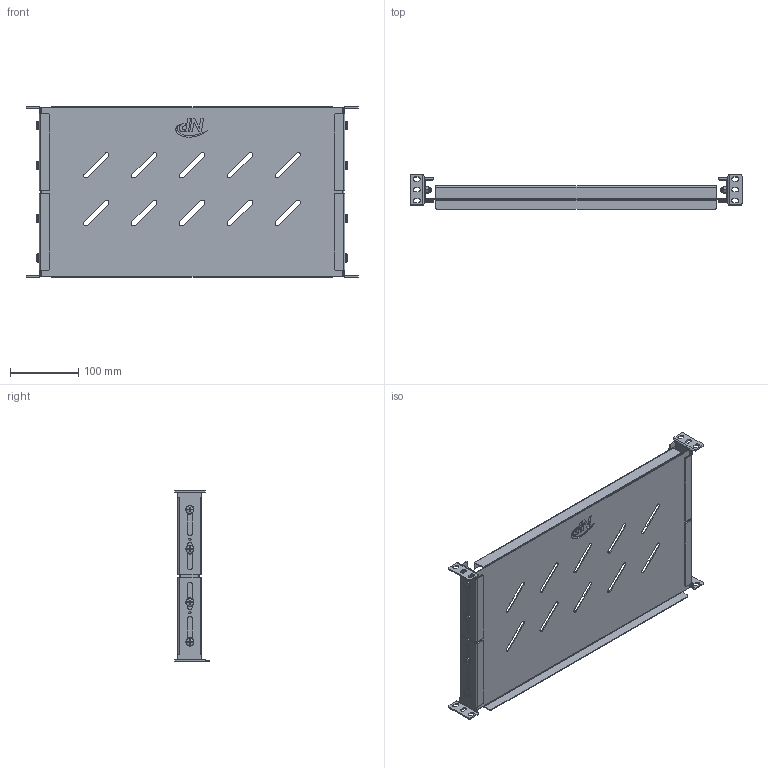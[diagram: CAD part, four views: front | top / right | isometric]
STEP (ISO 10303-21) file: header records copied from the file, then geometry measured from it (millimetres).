
FILE_DESCRIPTION((''),'2;1');
FILE_NAME('AS_ASM','2021-08-01T',('Administrator'),(''),'PRO/ENGINEER BY PARAMETRIC TECHNOLOGY CORPORATION, 2010100','PRO/ENGINEER BY PARAMETRIC TECHNOLOGY CORPORATION, 2010100','');
FILE_SCHEMA(('CONFIG_CONTROL_DESIGN'));
Length unit declared in the file: millimetre
Products named in the file (7): 443X650TB_3; EJ_2; M6_16_1; DIAN_1; M6LSM6KK_ASM_1_ASM; 443X650TB_ASM_3_ASM; AS_ASM
Assembly tree (16 placements, depth 4):
  AS_ASM
    443X650TB_ASM_3_ASM
      443X650TB_3
      EJ_2  x4
      M6LSM6KK_ASM_1_ASM  x8
        M6_16_1
        DIAN_1
Bounding box: 485 x 50.3 x 249.4 mm (x, y, z)
Volume: 236148.6 mm3; surface area: 362765.1 mm2
Topology: 21 solids, 21 shells, 1224 faces, 3318 edges, 2140 vertices
Faces by surface type: cylinder 520, plane 484, bspline 120, cone 48, torus 32, sphere 16, extrusion 4
Entity records: 17403 total; most frequent: CARTESIAN_POINT 8773, ORIENTED_EDGE 1784, DIRECTION 1706, EDGE_CURVE 892, AXIS2_PLACEMENT_3D 576, VERTEX_POINT 566, VECTOR 554, LINE 550
